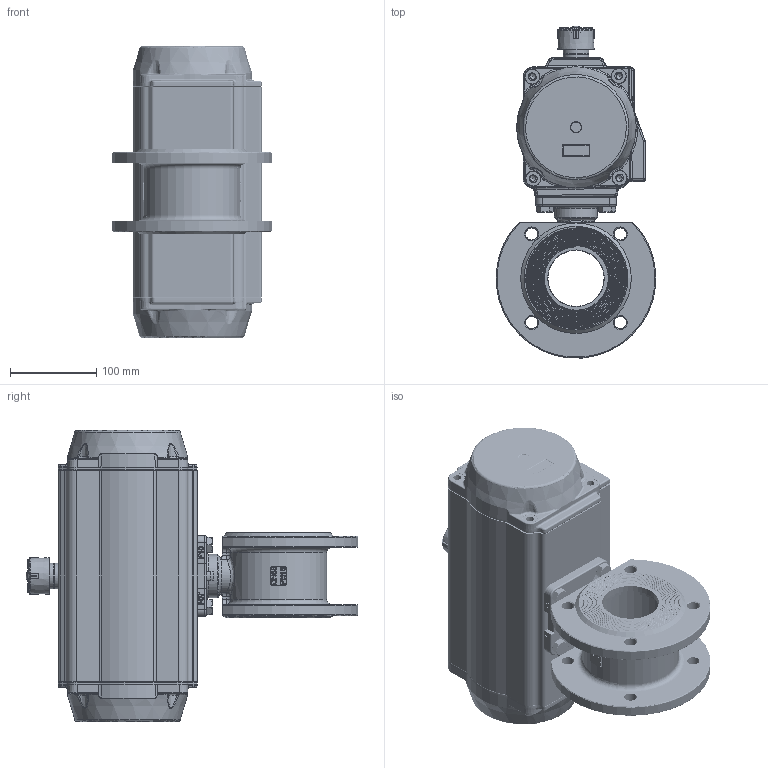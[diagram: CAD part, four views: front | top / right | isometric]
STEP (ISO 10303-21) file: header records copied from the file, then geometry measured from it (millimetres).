
FILE_DESCRIPTION(/* description */ ('Unknown'),/* implementation_level */ '2;1');
FILE_NAME(/* name */ 'PE07 0939-10',/* time_stamp */ '2025-03-20T09:17:00+01:00',/* author */ ('Unknown'),/* organization */ ('Unknown'),/* preprocessor_version */ 'ST-DEVELOPER v19.4',/* originating_system */ 'Solid Edge',/* authorisation */ 'Unknown');
FILE_SCHEMA (('AUTOMOTIVE_DESIGN {1 0 10303 214 3 1 1}'));
Products named in the file (18): PE07 0939-10; 939-10_(8M.460.065); Body; Nut Stopper; Stem; Cap; Small hex thin nuts-Fine pitch thread GB_GB_FASTENER_NUT_SSFNTT B M24
X1.5-N; DIN 933 M10x25 A2-70 BLK_EDST; PD08_PE07; VTE125埴詰; vt125-2016-06-25; vt125-2016-06-25   酘傷裔_MIR; VT125-03-01   活塞; VT125-3 粣; Optische Anzeige; ______; ________(___________; cup head nib bolts with large head gb_GB_FASTENER_BOLT_CHNBW M6X25-N
Assembly tree (24 placements, depth 4):
  PE07 0939-10
    939-10_(8M.460.065)
      Body
      Nut Stopper
      Stem
      Cap
      Small hex thin nuts-Fine pitch thread GB_GB_FASTENER_NUT_SSFNTT B M24
X1.5-N
    DIN 933 M10x25 A2-70 BLK_EDST  x4
    PD08_PE07
      VTE125埴詰
      vt125-2016-06-25
      vt125-2016-06-25   酘傷裔_MIR
      VT125-03-01   活塞  x2
      VT125-3 粣
      Optische Anzeige
        ______
        ________(___________  x4
        cup head nib bolts with large head gb_GB_FASTENER_BOLT_CHNBW M6X25-N
Bounding box: 184.36 x 384.15 x 337 mm (x, y, z)
Volume: 4167296.8 mm3; surface area: 879193.6 mm2
Topology: 22 solids, 22 shells, 3738 faces, 9336 edges, 5746 vertices
Faces by surface type: plane 1094, cylinder 931, bspline 871, torus 523, cone 266, sphere 53
Full cylindrical faces by diameter (mm): 3 x16, 3.3 x8, 4.134 x8, 4.66 x1, 4.917 x1, 6 x2, 6.2 x1, 6.647 x12, 7 x1, 8 x4, 8.376 x4, 10 x4, 10.106 x2, 11.445 x2, 13 x2, 14.2 x8, 17 x12, 17.5 x2, 18.3 x1, 22 x3, 22.1 x1, 22.376 x1, 25 x1, 26 x2, 26.4 x1, 28 x2, 28.2 x1, 29 x1, 30 x5, 38.5 x1
Entity records: 151290 total; most frequent: CARTESIAN_POINT 88298, ORIENTED_EDGE 13872, DIRECTION 11035, EDGE_CURVE 6936, VERTEX_POINT 4495, AXIS2_PLACEMENT_3D 4217, FACE_BOUND 3459, EDGE_LOOP 3437
